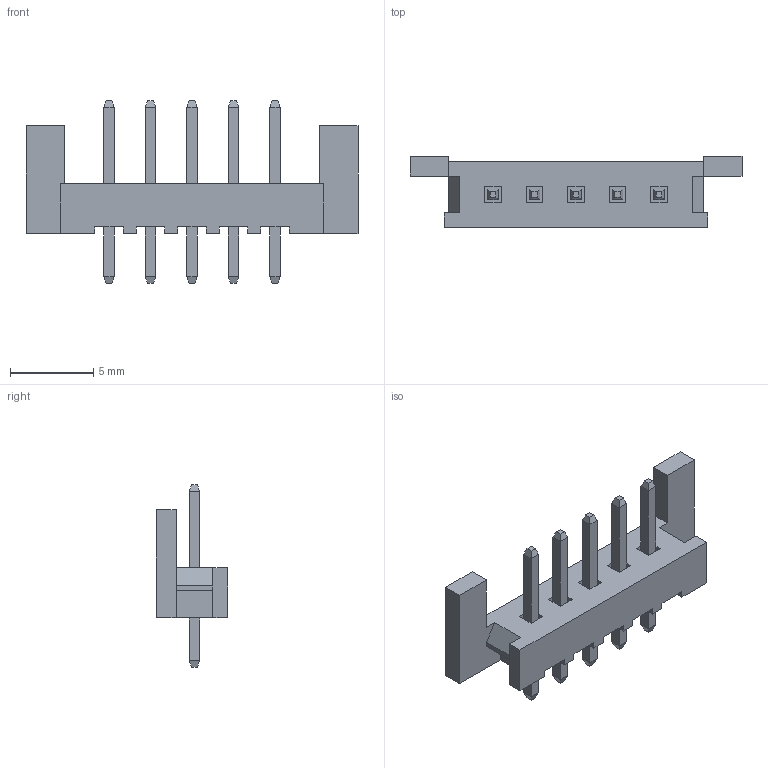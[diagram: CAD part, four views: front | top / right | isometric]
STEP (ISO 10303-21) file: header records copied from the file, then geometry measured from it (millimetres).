
FILE_DESCRIPTION(('STEP AP203'),'1');
FILE_NAME('hnc2-2_5p-5ds_02_.stp','2025-04-17T00:11:00',('TraceParts'),('TraceParts S.A.'),'Spatial InterOp 3D',' ',' ');
FILE_SCHEMA(('CONFIG_CONTROL_DESIGN'));
Length unit declared in the file: millimetre
Products named in the file (1): 1
Bounding box: 20 x 4.3 x 11 mm (x, y, z)
Volume: 213.1 mm3; surface area: 468.5 mm2
Topology: 1 solids, 1 shells, 161 faces, 392 edges, 248 vertices
Faces by surface type: plane 161
Entity records: 4610 total; most frequent: CARTESIAN_POINT 802, ORIENTED_EDGE 784, DIRECTION 716, EDGE_CURVE 392, LINE 392, VECTOR 392, VERTEX_POINT 248, EDGE_LOOP 176
